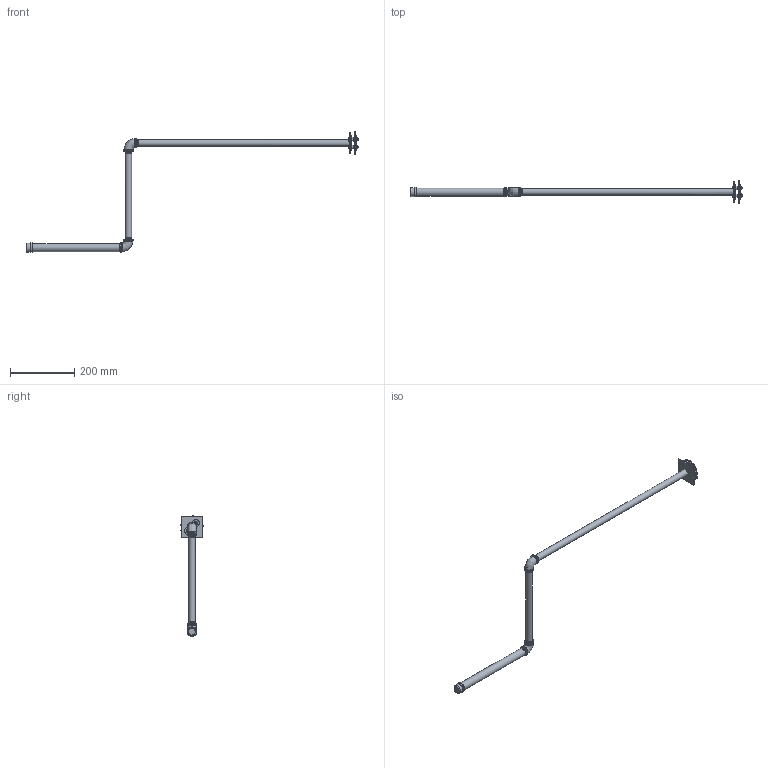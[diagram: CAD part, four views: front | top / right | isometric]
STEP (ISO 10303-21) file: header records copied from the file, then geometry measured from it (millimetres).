
FILE_DESCRIPTION(/* description */ ('CAx-IF Rec.Pracs.---Representation and Presentation of Product Manufacturing Information (PMI)---4.0---2014-10-13','CAx-IF Rec.Pracs.---3D Tessellated Geometry---0.4---2014-09-14','2;1'),/* implementation_level */ '2;1');
FILE_NAME(/* name */ 'A_Crank',/* time_stamp */ '2024-04-10T10:19:57+02:00',/* author */ ('Philippe COLBACH'),/* organization */ ('ETH Zurich'),/* preprocessor_version */ 'ST-DEVELOPER v18.1',/* originating_system */ 'SIEMENS PLM Software NX 1988',/* authorisation */ $);
FILE_SCHEMA (('AP242_MANAGED_MODEL_BASED_3D_ENGINEERING_MIM_LF { 1 0 10303 442 3 1 4 }'));
Length unit declared in the file: millimetre
Products named in the file (15): A_Crank; Hex Nut, 1A, DIN,M6x1; M_Sprocket_S; Plain Washer, DIN 440,M6; Hex Head Screw, Grades A, B, DIN,M6x25; M_Crank_Connector; M_Crank_Arm_and_Handle; M_Sprocket_S_Plate_Crank; M_Crank_Shaft; M_Crank_Handle_Sleeve; M_Crank_Handle_Cap
Assembly tree (17 placements, depth 2):
  A_Crank
    Hex Nut, 1A, DIN,M6x1
    Hex Nut, 1A, DIN,M6x1
    M_Sprocket_S
    Hex Nut, 1A, DIN,M6x1
    Hex Nut, 1A, DIN,M6x1
    Plain Washer, DIN 440,M6  x2
    Hex Head Screw, Grades A, B, DIN,M6x25
    Hex Head Screw, Grades A, B, DIN,M6x25
    M_Crank_Connector  x2
    M_Crank_Arm_and_Handle  x2
    M_Sprocket_S_Plate_Crank
    M_Crank_Shaft
    M_Crank_Handle_Sleeve
    M_Crank_Handle_Cap
Bounding box: 1034.5 x 71.56 x 376.98 mm (x, y, z)
Volume: 275210.3 mm3; surface area: 226794 mm2
Topology: 17 solids, 17 shells, 435 faces, 1071 edges, 685 vertices
Faces by surface type: cylinder 170, plane 111, cone 74, torus 42, bspline 38
Full cylindrical faces by diameter (mm): 5 x2, 5.188 x4, 6 x4, 6.6 x2, 8.88 x2, 15 x3, 18 x25, 20 x38, 22 x3, 25 x1, 27.5 x1, 30 x5, 45.5 x1
Entity records: 20526 total; most frequent: CARTESIAN_POINT 11392, DIRECTION 1931, ORIENTED_EDGE 1430, AXIS2_PLACEMENT_3D 878, EDGE_CURVE 715, VERTEX_POINT 483, EDGE_LOOP 426, FACE_BOUND 426
